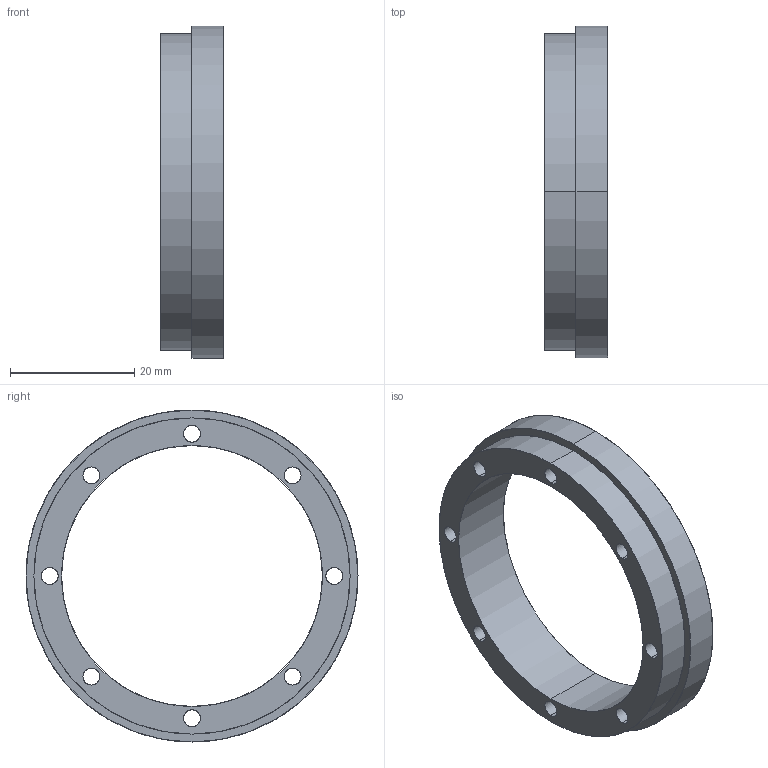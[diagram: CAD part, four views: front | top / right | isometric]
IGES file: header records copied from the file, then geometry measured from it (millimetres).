
Start section: SolidWorks IGES file using analytic representation for surfaces
Global section: file name: a02-inside-bearing.IGS; native system: SolidWorks 2006 by SolidWorks Corporation; preprocessor: SolidWorks 2006 by SolidWorks Corporation; author: leinad; date: 080605.115724; units: inch
Bounding box: 10.16 x 53.34 x 53.34 mm (x, y, z)
Surface area: 5308.6 mm2 (no closed solid volume)
Topology: 0 solids, 0 shells, 25 faces, 1050 edges, 1116 vertices
Faces by surface type: revolution 22, bspline 3
